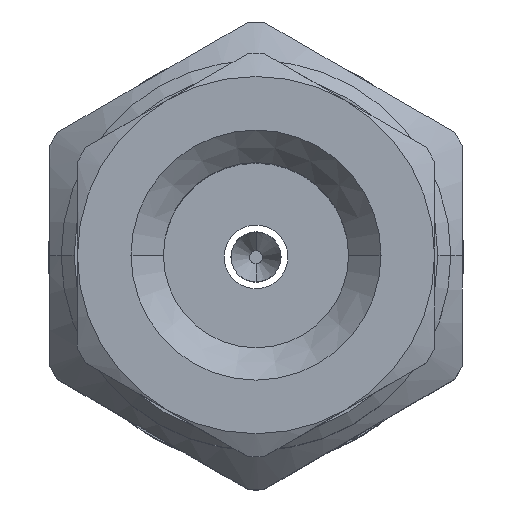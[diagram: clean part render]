
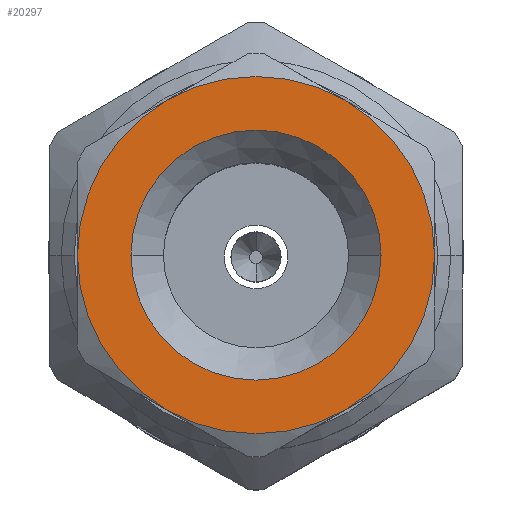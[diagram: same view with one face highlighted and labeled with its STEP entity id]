
A CAD part, top view. The second image highlights one B-rep face of the part: STEP entity #20297.
In plain terms, the highlighted planar face has unit normal (0, 0, 1).
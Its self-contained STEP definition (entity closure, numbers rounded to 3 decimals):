
#516 = VERTEX_POINT ( 'NONE', #27301 ) ;
#604 = AXIS2_PLACEMENT_3D ( 'NONE', #7413, #2905, #21275 ) ;
#1002 = CARTESIAN_POINT ( 'NONE',  ( -1.375, -2.382, 2.287 ) ) ;
#2905 = DIRECTION ( 'NONE',  ( 0., 0., -1. ) ) ;
#3747 = DIRECTION ( 'NONE',  ( 0., 0., -1. ) ) ;
#3980 = VERTEX_POINT ( 'NONE', #17792 ) ;
#4427 = CIRCLE ( 'NONE', #604, 2.75 ) ;
#4930 = CARTESIAN_POINT ( 'NONE',  ( 0., 0., 2.287 ) ) ;
#5366 = DIRECTION ( 'NONE',  ( -1., 0., 0. ) ) ;
#5889 = ORIENTED_EDGE ( 'NONE', *, *, #20392, .T. ) ;
#6730 = EDGE_CURVE ( 'NONE', #41061, #55909, #4427, .T. ) ;
#6863 = CARTESIAN_POINT ( 'NONE',  ( 0., 0., 2.287 ) ) ;
#6919 = DIRECTION ( 'NONE',  ( 0., 0., -1. ) ) ;
#7248 = ORIENTED_EDGE ( 'NONE', *, *, #6730, .F. ) ;
#7329 = ORIENTED_EDGE ( 'NONE', *, *, #15842, .F. ) ;
#7413 = CARTESIAN_POINT ( 'NONE',  ( 0., 0., 2.287 ) ) ;
#9191 = AXIS2_PLACEMENT_3D ( 'NONE', #49250, #21861, #12244 ) ;
#11090 = DIRECTION ( 'NONE',  ( -1., 0., 0. ) ) ;
#12234 = AXIS2_PLACEMENT_3D ( 'NONE', #42614, #15539, #34185 ) ;
#12244 = DIRECTION ( 'NONE',  ( -1., 0., 0. ) ) ;
#12886 = EDGE_LOOP ( 'NONE', ( #39449, #33846, #7248, #22266, #7329, #53637 ) ) ;
#13840 = CARTESIAN_POINT ( 'NONE',  ( 0., 0., 2.287 ) ) ;
#14364 = CARTESIAN_POINT ( 'NONE',  ( 1.375, 2.382, 2.287 ) ) ;
#14801 = EDGE_LOOP ( 'NONE', ( #56645, #5889 ) ) ;
#15243 = PLANE ( 'NONE',  #12234 ) ;
#15539 = DIRECTION ( 'NONE',  ( 0., 0., 1. ) ) ;
#15842 = EDGE_CURVE ( 'NONE', #39951, #42568, #28457, .T. ) ;
#17792 = CARTESIAN_POINT ( 'NONE',  ( -2.75, 0., 2.287 ) ) ;
#18947 = DIRECTION ( 'NONE',  ( 0., 0., -1. ) ) ;
#20297 = ADVANCED_FACE ( 'NONE', ( #57098, #43211 ), #15243, .T. ) ;
#20392 = EDGE_CURVE ( 'NONE', #516, #26666, #37172, .T. ) ;
#20715 = DIRECTION ( 'NONE',  ( 0., 0., -1. ) ) ;
#20740 = EDGE_CURVE ( 'NONE', #25697, #39951, #23734, .T. ) ;
#21275 = DIRECTION ( 'NONE',  ( -1., 0., 0. ) ) ;
#21861 = DIRECTION ( 'NONE',  ( 0., 0., -1. ) ) ;
#22177 = DIRECTION ( 'NONE',  ( 0., 0., -1. ) ) ;
#22260 = DIRECTION ( 'NONE',  ( -1., 0., 0. ) ) ;
#22266 = ORIENTED_EDGE ( 'NONE', *, *, #58713, .F. ) ;
#23734 = CIRCLE ( 'NONE', #57409, 2.75 ) ;
#25697 = VERTEX_POINT ( 'NONE', #37529 ) ;
#25885 = AXIS2_PLACEMENT_3D ( 'NONE', #40822, #22177, #54718 ) ;
#26666 = VERTEX_POINT ( 'NONE', #30596 ) ;
#27301 = CARTESIAN_POINT ( 'NONE',  ( -1.925, 0., 2.287 ) ) ;
#28457 = CIRCLE ( 'NONE', #46715, 2.75 ) ;
#30596 = CARTESIAN_POINT ( 'NONE',  ( 1.925, 0., 2.287 ) ) ;
#32170 = AXIS2_PLACEMENT_3D ( 'NONE', #6863, #20715, #11090 ) ;
#33846 = ORIENTED_EDGE ( 'NONE', *, *, #50126, .F. ) ;
#34185 = DIRECTION ( 'NONE',  ( 1., 0., 0. ) ) ;
#34315 = DIRECTION ( 'NONE',  ( -1., 0., 0. ) ) ;
#34686 = CARTESIAN_POINT ( 'NONE',  ( 1.375, -2.382, 2.287 ) ) ;
#36553 = EDGE_CURVE ( 'NONE', #26666, #516, #51846, .T. ) ;
#37172 = CIRCLE ( 'NONE', #53574, 1.925 ) ;
#37529 = CARTESIAN_POINT ( 'NONE',  ( -1.375, 2.382, 2.287 ) ) ;
#38829 = CARTESIAN_POINT ( 'NONE',  ( 0., 0., 2.287 ) ) ;
#39449 = ORIENTED_EDGE ( 'NONE', *, *, #56187, .F. ) ;
#39951 = VERTEX_POINT ( 'NONE', #14364 ) ;
#40330 = CARTESIAN_POINT ( 'NONE',  ( 0., 0., 2.287 ) ) ;
#40822 = CARTESIAN_POINT ( 'NONE',  ( 0., 0., 2.287 ) ) ;
#41061 = VERTEX_POINT ( 'NONE', #34686 ) ;
#42568 = VERTEX_POINT ( 'NONE', #51032 ) ;
#42614 = CARTESIAN_POINT ( 'NONE',  ( 0., 1.925, 2.287 ) ) ;
#43211 = FACE_OUTER_BOUND ( 'NONE', #12886, .T. ) ;
#46715 = AXIS2_PLACEMENT_3D ( 'NONE', #40330, #58719, #22260 ) ;
#48219 = CIRCLE ( 'NONE', #53030, 2.75 ) ;
#49250 = CARTESIAN_POINT ( 'NONE',  ( 0., 0., 2.287 ) ) ;
#50126 = EDGE_CURVE ( 'NONE', #55909, #3980, #55259, .T. ) ;
#50509 = CIRCLE ( 'NONE', #9191, 2.75 ) ;
#51032 = CARTESIAN_POINT ( 'NONE',  ( 2.75, 0., 2.287 ) ) ;
#51846 = CIRCLE ( 'NONE', #25885, 1.925 ) ;
#53030 = AXIS2_PLACEMENT_3D ( 'NONE', #38829, #6919, #34315 ) ;
#53574 = AXIS2_PLACEMENT_3D ( 'NONE', #4930, #3747, #58853 ) ;
#53637 = ORIENTED_EDGE ( 'NONE', *, *, #20740, .F. ) ;
#54718 = DIRECTION ( 'NONE',  ( -1., 0., 0. ) ) ;
#55259 = CIRCLE ( 'NONE', #32170, 2.75 ) ;
#55909 = VERTEX_POINT ( 'NONE', #1002 ) ;
#56187 = EDGE_CURVE ( 'NONE', #3980, #25697, #50509, .T. ) ;
#56645 = ORIENTED_EDGE ( 'NONE', *, *, #36553, .T. ) ;
#57098 = FACE_BOUND ( 'NONE', #14801, .T. ) ;
#57409 = AXIS2_PLACEMENT_3D ( 'NONE', #13840, #18947, #5366 ) ;
#58713 = EDGE_CURVE ( 'NONE', #42568, #41061, #48219, .T. ) ;
#58719 = DIRECTION ( 'NONE',  ( 0., 0., -1. ) ) ;
#58853 = DIRECTION ( 'NONE',  ( -1., 0., 0. ) ) ;
